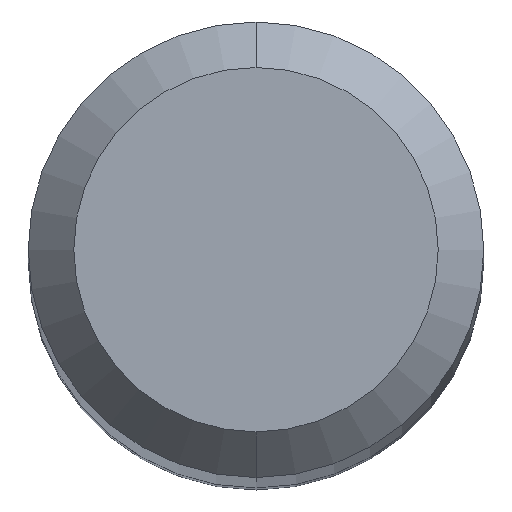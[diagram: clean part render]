
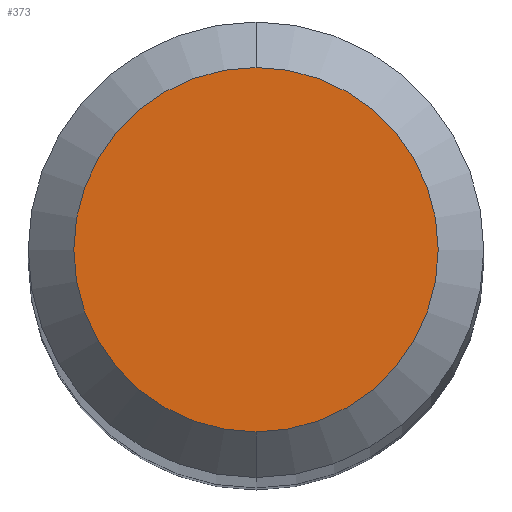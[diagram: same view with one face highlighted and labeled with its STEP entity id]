
A CAD part, top view. The second image highlights one B-rep face of the part: STEP entity #373.
In plain terms, the highlighted planar face has unit normal (0, 0, 1).
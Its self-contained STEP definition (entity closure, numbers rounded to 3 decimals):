
#183=EDGE_CURVE('',#275,#345,#458,.T.);
#275=VERTEX_POINT('',#561);
#325=EDGE_CURVE('',#345,#275,#616,.T.);
#345=VERTEX_POINT('',#637);
#373=ADVANCED_FACE('',(#670),#671,.T.);
#458=CIRCLE('',#771,1.2);
#561=CARTESIAN_POINT('',(0.0,1.2,0.0));
#616=CIRCLE('',#1033,1.2);
#637=CARTESIAN_POINT('',(0.,-1.2,0.0));
#670=FACE_OUTER_BOUND('',#1181,.T.);
#671=PLANE('',#1182);
#771=AXIS2_PLACEMENT_3D('',#1322,#1323,#1324);
#1033=AXIS2_PLACEMENT_3D('',#1512,#1513,#1514);
#1181=EDGE_LOOP('',(#1587,#1588));
#1182=AXIS2_PLACEMENT_3D('',#1589,#1590,#1591);
#1322=CARTESIAN_POINT('',(0.0,0.0,0.0));
#1323=DIRECTION('',(0.0,0.0,-1.0));
#1324=DIRECTION('',(0.0,1.0,0.0));
#1512=CARTESIAN_POINT('',(0.0,0.0,0.0));
#1513=DIRECTION('',(0.0,0.0,-1.0));
#1514=DIRECTION('',(0.0,1.0,0.0));
#1587=ORIENTED_EDGE('',*,*,#183,.F.);
#1588=ORIENTED_EDGE('',*,*,#325,.F.);
#1589=CARTESIAN_POINT('',(0.0,0.6,0.0));
#1590=DIRECTION('',(-0.0,0.0,1.0));
#1591=DIRECTION('',(0.0,-1.0,0.0));
